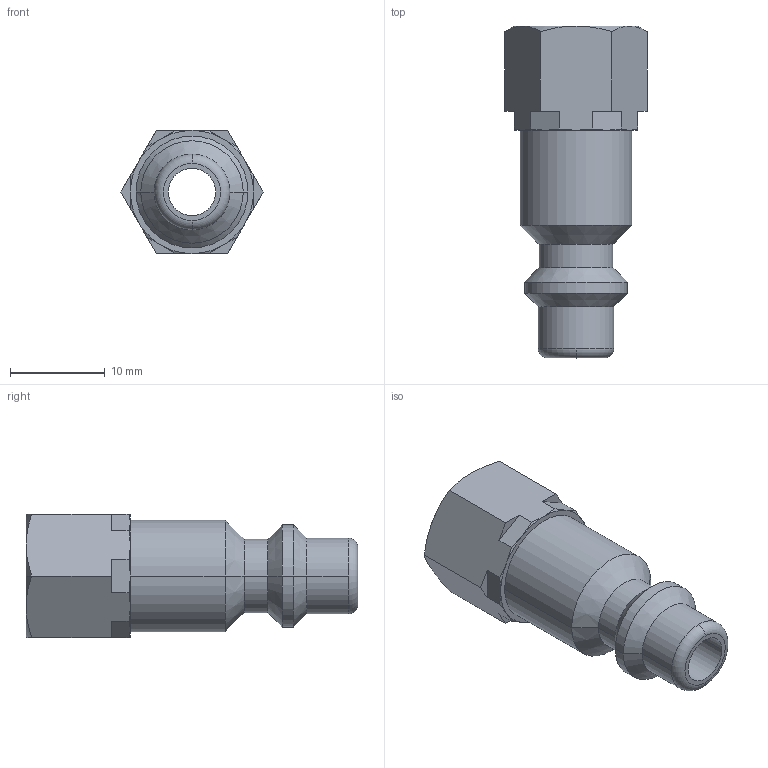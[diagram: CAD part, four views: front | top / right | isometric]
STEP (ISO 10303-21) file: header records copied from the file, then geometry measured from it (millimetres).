
FILE_DESCRIPTION(('STEP AP214'),'1');
FILE_NAME('esa_18_nir.stp','2020-03-05T09:23:51',('TraceParts'),('TraceParts S.A.'),'Spatial InterOp 3D',' ',' ');
FILE_SCHEMA(('automotive_design'));
Length unit declared in the file: millimetre
Products named in the file (1): 1
Bounding box: 15.01 x 35 x 13 mm (x, y, z)
Volume: 2474.7 mm3; surface area: 2127.8 mm2
Topology: 1 solids, 1 shells, 64 faces, 147 edges, 87 vertices
Faces by surface type: cone 28, plane 22, cylinder 12, torus 2
Entity records: 2348 total; most frequent: CARTESIAN_POINT 443, DIRECTION 294, ORIENTED_EDGE 294, EDGE_CURVE 147, AXIS2_PLACEMENT_3D 118, VERTEX_POINT 87, EDGE_LOOP 68, STYLED_ITEM 64
